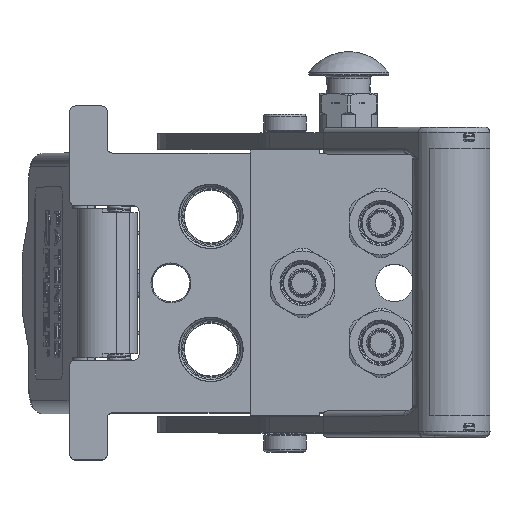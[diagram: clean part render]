
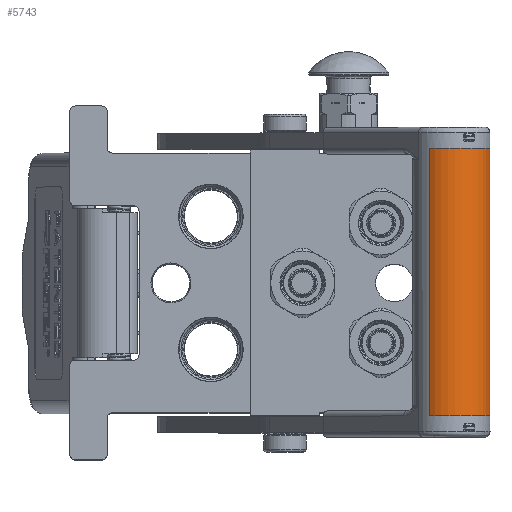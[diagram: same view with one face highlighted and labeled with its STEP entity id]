
A CAD part, top view. The second image highlights one B-rep face of the part: STEP entity #5743.
In plain terms, the highlighted cylindrical face has radius 14.5 mm (diameter 29 mm), a partial arc.
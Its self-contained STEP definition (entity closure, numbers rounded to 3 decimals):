
#754 = ORIENTED_EDGE ( 'NONE', *, *, #62679, .T. ) ;
#1591 = FACE_OUTER_BOUND ( 'NONE', #3989, .T. ) ;
#3148 = CYLINDRICAL_SURFACE ( 'NONE', #106275, 14.5 ) ;
#3678 = VERTEX_POINT ( 'NONE', #64363 ) ;
#3989 = EDGE_LOOP ( 'NONE', ( #43189, #73748, #754, #36731, #72854, #104335, #46637, #72675, #77609 ) ) ;
#4260 = CARTESIAN_POINT ( 'NONE',  ( -46., 0., 0. ) ) ;
#5743 = ADVANCED_FACE ( 'NONE', ( #1591 ), #3148, .T. ) ;
#6716 = VECTOR ( 'NONE', #50337, 1000. ) ;
#8934 = CIRCLE ( 'NONE', #16478, 14.5 ) ;
#9799 = CARTESIAN_POINT ( 'NONE',  ( 50.5, 0., 0. ) ) ;
#10231 = LINE ( 'NONE', #33888, #44533 ) ;
#13400 = CARTESIAN_POINT ( 'NONE',  ( 46.5, 0., 0. ) ) ;
#13448 = VERTEX_POINT ( 'NONE', #31053 ) ;
#14698 = EDGE_CURVE ( 'NONE', #86412, #68790, #108060, .T. ) ;
#16478 = AXIS2_PLACEMENT_3D ( 'NONE', #84797, #94407, #57273 ) ;
#19441 = EDGE_CURVE ( 'NONE', #36597, #39877, #60132, .T. ) ;
#20125 = CIRCLE ( 'NONE', #111187, 14.5 ) ;
#22331 = EDGE_CURVE ( 'NONE', #25364, #13448, #10231, .T. ) ;
#22548 = CIRCLE ( 'NONE', #120158, 14.5 ) ;
#23222 = VERTEX_POINT ( 'NONE', #101086 ) ;
#24345 = CIRCLE ( 'NONE', #32682, 14.5 ) ;
#25364 = VERTEX_POINT ( 'NONE', #67309 ) ;
#27989 = EDGE_CURVE ( 'NONE', #68790, #25364, #39599, .T. ) ;
#28602 = CARTESIAN_POINT ( 'NONE',  ( -46., -7.576, -12.363 ) ) ;
#28837 = DIRECTION ( 'NONE',  ( -1., 0., 0. ) ) ;
#31053 = CARTESIAN_POINT ( 'NONE',  ( 46.5, 0., -14.5 ) ) ;
#32682 = AXIS2_PLACEMENT_3D ( 'NONE', #32852, #70759, #79506 ) ;
#32852 = CARTESIAN_POINT ( 'NONE',  ( -50., 0., 0. ) ) ;
#33356 = DIRECTION ( 'NONE',  ( 0., -0.522, -0.853 ) ) ;
#33724 = DIRECTION ( 'NONE',  ( 0., 0., -1. ) ) ;
#33888 = CARTESIAN_POINT ( 'NONE',  ( -46., 0., -14.5 ) ) ;
#35477 = AXIS2_PLACEMENT_3D ( 'NONE', #4260, #80445, #33356 ) ;
#36404 = DIRECTION ( 'NONE',  ( 0., 0., -1. ) ) ;
#36597 = VERTEX_POINT ( 'NONE', #54999 ) ;
#36731 = ORIENTED_EDGE ( 'NONE', *, *, #44451, .T. ) ;
#39599 = CIRCLE ( 'NONE', #35477, 14.5 ) ;
#39877 = VERTEX_POINT ( 'NONE', #73832 ) ;
#43189 = ORIENTED_EDGE ( 'NONE', *, *, #22331, .T. ) ;
#43636 = CARTESIAN_POINT ( 'NONE',  ( -50., 0., 14.5 ) ) ;
#44451 = EDGE_CURVE ( 'NONE', #69181, #3678, #56344, .T. ) ;
#44533 = VECTOR ( 'NONE', #118502, 1000. ) ;
#46637 = ORIENTED_EDGE ( 'NONE', *, *, #90499, .T. ) ;
#50337 = DIRECTION ( 'NONE',  ( 1., 0., 0. ) ) ;
#51182 = VECTOR ( 'NONE', #71536, 1000. ) ;
#51784 = CARTESIAN_POINT ( 'NONE',  ( 46.5, -7.576, -12.363 ) ) ;
#54999 = CARTESIAN_POINT ( 'NONE',  ( -50., 0., 14.5 ) ) ;
#56344 = LINE ( 'NONE', #51784, #69771 ) ;
#57273 = DIRECTION ( 'NONE',  ( 0., 0., -1. ) ) ;
#60132 = LINE ( 'NONE', #43636, #51182 ) ;
#62679 = EDGE_CURVE ( 'NONE', #23222, #69181, #22548, .T. ) ;
#63439 = EDGE_CURVE ( 'NONE', #13448, #23222, #8934, .T. ) ;
#64363 = CARTESIAN_POINT ( 'NONE',  ( 50.5, -7.576, -12.363 ) ) ;
#67309 = CARTESIAN_POINT ( 'NONE',  ( -46., 0., -14.5 ) ) ;
#68790 = VERTEX_POINT ( 'NONE', #28602 ) ;
#69181 = VERTEX_POINT ( 'NONE', #121115 ) ;
#69771 = VECTOR ( 'NONE', #79691, 1000. ) ;
#70759 = DIRECTION ( 'NONE',  ( 1., 0., 0. ) ) ;
#71536 = DIRECTION ( 'NONE',  ( 1., 0., 0. ) ) ;
#72675 = ORIENTED_EDGE ( 'NONE', *, *, #14698, .T. ) ;
#72854 = ORIENTED_EDGE ( 'NONE', *, *, #83303, .T. ) ;
#73748 = ORIENTED_EDGE ( 'NONE', *, *, #63439, .T. ) ;
#73832 = CARTESIAN_POINT ( 'NONE',  ( 50.5, 0., 14.5 ) ) ;
#77609 = ORIENTED_EDGE ( 'NONE', *, *, #27989, .T. ) ;
#79506 = DIRECTION ( 'NONE',  ( 0., 0., 1. ) ) ;
#79691 = DIRECTION ( 'NONE',  ( 1., 0., 0. ) ) ;
#80445 = DIRECTION ( 'NONE',  ( 1., 0., 0. ) ) ;
#83303 = EDGE_CURVE ( 'NONE', #3678, #39877, #20125, .T. ) ;
#84356 = DIRECTION ( 'NONE',  ( 0., -0.522, -0.853 ) ) ;
#84797 = CARTESIAN_POINT ( 'NONE',  ( 46.5, 0., 0. ) ) ;
#85956 = CARTESIAN_POINT ( 'NONE',  ( -50., -7.576, -12.363 ) ) ;
#86412 = VERTEX_POINT ( 'NONE', #85956 ) ;
#90499 = EDGE_CURVE ( 'NONE', #36597, #86412, #24345, .T. ) ;
#94407 = DIRECTION ( 'NONE',  ( -1., 0., 0. ) ) ;
#99516 = CARTESIAN_POINT ( 'NONE',  ( -50., -7.576, -12.363 ) ) ;
#101086 = CARTESIAN_POINT ( 'NONE',  ( 46.5, -7.111, -12.636 ) ) ;
#104335 = ORIENTED_EDGE ( 'NONE', *, *, #19441, .F. ) ;
#106275 = AXIS2_PLACEMENT_3D ( 'NONE', #106369, #28837, #36404 ) ;
#106369 = CARTESIAN_POINT ( 'NONE',  ( -50., 0., 0. ) ) ;
#108060 = LINE ( 'NONE', #99516, #6716 ) ;
#108358 = DIRECTION ( 'NONE',  ( -1., 0., 0. ) ) ;
#111187 = AXIS2_PLACEMENT_3D ( 'NONE', #9799, #123155, #84356 ) ;
#118502 = DIRECTION ( 'NONE',  ( 1., 0., 0. ) ) ;
#120158 = AXIS2_PLACEMENT_3D ( 'NONE', #13400, #108358, #33724 ) ;
#121115 = CARTESIAN_POINT ( 'NONE',  ( 46.5, -7.576, -12.363 ) ) ;
#123155 = DIRECTION ( 'NONE',  ( -1., 0., 0. ) ) ;
